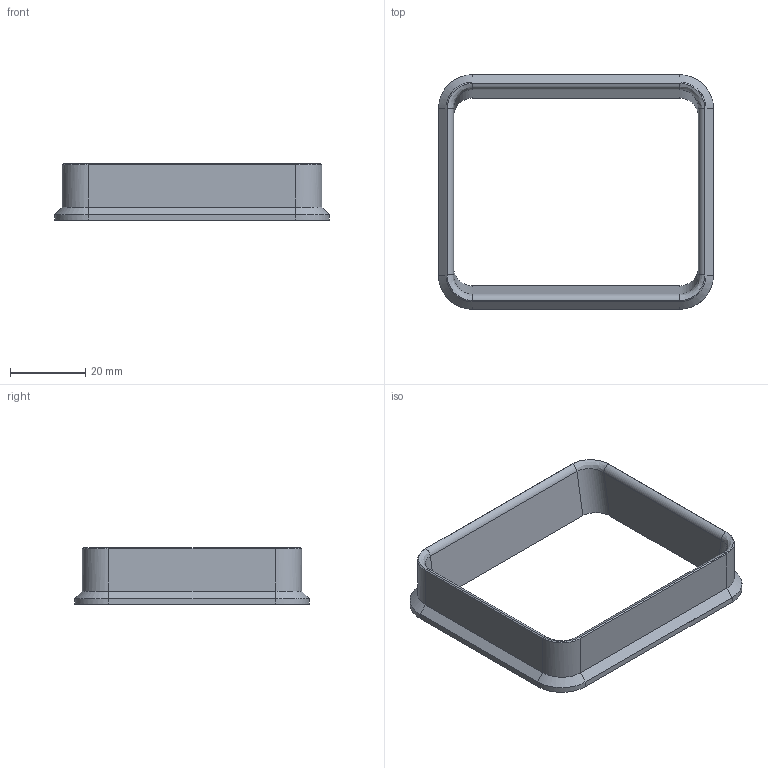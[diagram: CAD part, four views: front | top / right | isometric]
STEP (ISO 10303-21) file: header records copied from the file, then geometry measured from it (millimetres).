
FILE_DESCRIPTION(/* description */ (''),/* implementation_level */ '2;1');
FILE_NAME(/* name */ 'Empty Top Panel Insert v1.step',/* time_stamp */ '2025-01-06T20:10:37+03:00',/* author */ (''),/* organization */ (''),/* preprocessor_version */ 'ST-DEVELOPER v20',/* originating_system */ 'Autodesk Translation Framework v13.14.0.145',/* authorisation */ '');
FILE_SCHEMA (('AUTOMOTIVE_DESIGN { 1 0 10303 214 3 1 1 }'));
Length unit declared in the file: millimetre
Products named in the file (1): Empty Top Panel Insert
Bounding box: 73.17 x 62.39 x 14.98 mm (x, y, z)
Volume: 10007.8 mm3; surface area: 8794.7 mm2
Topology: 1 solids, 1 shells, 50 faces, 112 edges, 64 vertices
Faces by surface type: plane 22, bspline 20, cylinder 8
Entity records: 1768 total; most frequent: CARTESIAN_POINT 727, ORIENTED_EDGE 224, DIRECTION 166, EDGE_CURVE 112, LINE 72, VECTOR 72, VERTEX_POINT 64, EDGE_LOOP 52
